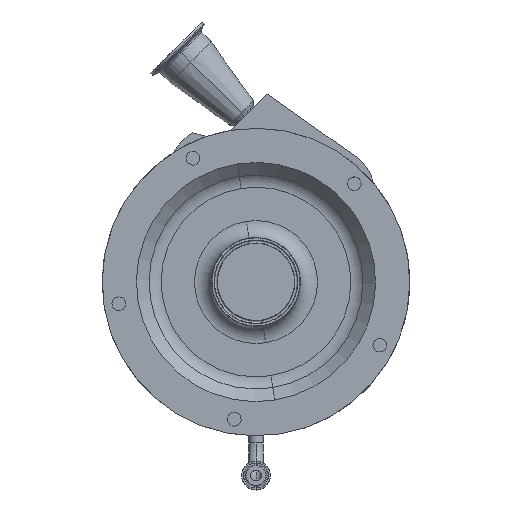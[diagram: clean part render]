
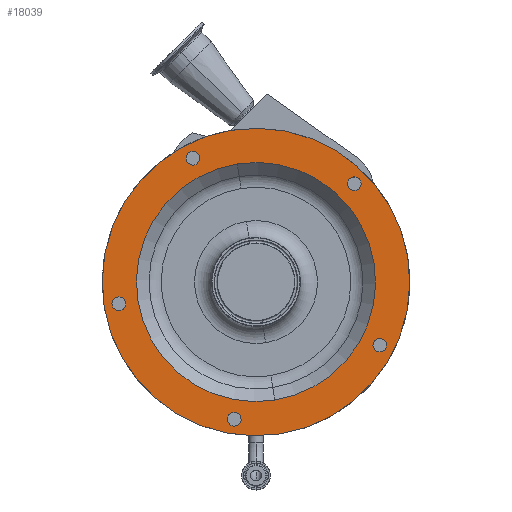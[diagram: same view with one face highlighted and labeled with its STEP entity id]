
A CAD part, top view. The second image highlights one B-rep face of the part: STEP entity #18039.
In plain terms, the highlighted planar face has unit normal (0, 0, 1).
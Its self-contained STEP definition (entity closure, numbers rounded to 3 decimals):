
#67 = EDGE_CURVE ( 'NONE', #7873, #7933, #15673, .T. ) ;
#225 = CARTESIAN_POINT ( 'NONE',  ( -121.437, -13.159, 241. ) ) ;
#598 = EDGE_CURVE ( 'NONE', #9601, #4600, #7526, .T. ) ;
#765 = ORIENTED_EDGE ( 'NONE', *, *, #13776, .F. ) ;
#769 = EDGE_CURVE ( 'NONE', #7933, #7873, #11933, .T. ) ;
#816 = DIRECTION ( 'NONE',  ( -0.454, -0.891, 0. ) ) ;
#1192 = DIRECTION ( 'NONE',  ( 0., 0., 1. ) ) ;
#1364 = CARTESIAN_POINT ( 'NONE',  ( -120.498, -19.085, 241. ) ) ;
#1412 = FACE_BOUND ( 'NONE', #3591, .T. ) ;
#2024 = CIRCLE ( 'NONE', #15534, 6. ) ;
#2705 = DIRECTION ( 'NONE',  ( 0., 0., 1. ) ) ;
#2878 = DIRECTION ( 'NONE',  ( 0.891, 0.454, 0. ) ) ;
#3087 = EDGE_LOOP ( 'NONE', ( #4308, #18795 ) ) ;
#3167 = PLANE ( 'NONE',  #10854 ) ;
#3205 = EDGE_CURVE ( 'NONE', #4600, #9601, #15914, .T. ) ;
#3286 = DIRECTION ( 'NONE',  ( -0.156, 0.988, 0. ) ) ;
#3420 = EDGE_LOOP ( 'NONE', ( #14097, #765 ) ) ;
#3550 = CARTESIAN_POINT ( 'NONE',  ( 0., 0., 241. ) ) ;
#3591 = EDGE_LOOP ( 'NONE', ( #4484, #16325 ) ) ;
#3696 = DIRECTION ( 'NONE',  ( -0.156, 0.988, 0. ) ) ;
#4121 = AXIS2_PLACEMENT_3D ( 'NONE', #16894, #6480, #12373 ) ;
#4219 = ORIENTED_EDGE ( 'NONE', *, *, #3205, .F. ) ;
#4308 = ORIENTED_EDGE ( 'NONE', *, *, #8417, .F. ) ;
#4484 = ORIENTED_EDGE ( 'NONE', *, *, #14870, .F. ) ;
#4582 = CARTESIAN_POINT ( 'NONE',  ( 111.427, -50.041, 241. ) ) ;
#4600 = VERTEX_POINT ( 'NONE', #14884 ) ;
#4644 = VERTEX_POINT ( 'NONE', #13601 ) ;
#4738 = FACE_BOUND ( 'NONE', #3087, .T. ) ;
#4854 = DIRECTION ( 'NONE',  ( 0.707, -0.707, 0. ) ) ;
#5243 = CARTESIAN_POINT ( 'NONE',  ( 108.703, -55.387, 241. ) ) ;
#5320 = AXIS2_PLACEMENT_3D ( 'NONE', #8234, #15499, #3696 ) ;
#6179 = AXIS2_PLACEMENT_3D ( 'NONE', #16044, #1192, #11731 ) ;
#6255 = ORIENTED_EDGE ( 'NONE', *, *, #13996, .F. ) ;
#6338 = DIRECTION ( 'NONE',  ( 0., 0., 1. ) ) ;
#6480 = DIRECTION ( 'NONE',  ( 0., 0., 1. ) ) ;
#6537 = DIRECTION ( 'NONE',  ( -0.156, 0.988, 0. ) ) ;
#6588 = AXIS2_PLACEMENT_3D ( 'NONE', #18239, #16767, #3286 ) ;
#6851 = CARTESIAN_POINT ( 'NONE',  ( 90.51, 82.024, 241. ) ) ;
#6860 = CARTESIAN_POINT ( 'NONE',  ( 105.979, -60.733, 241. ) ) ;
#7180 = EDGE_CURVE ( 'NONE', #4644, #10023, #13240, .T. ) ;
#7209 = DIRECTION ( 'NONE',  ( 0., 0., 1. ) ) ;
#7228 = VERTEX_POINT ( 'NONE', #225 ) ;
#7307 = EDGE_LOOP ( 'NONE', ( #4219, #16216 ) ) ;
#7331 = DIRECTION ( 'NONE',  ( -0.156, 0.988, 0. ) ) ;
#7404 = EDGE_CURVE ( 'NONE', #7805, #14345, #16692, .T. ) ;
#7407 = DIRECTION ( 'NONE',  ( 0.707, -0.707, 0. ) ) ;
#7526 = CIRCLE ( 'NONE', #6588, 105. ) ;
#7805 = VERTEX_POINT ( 'NONE', #4582 ) ;
#7817 = CARTESIAN_POINT ( 'NONE',  ( 86.267, 86.267, 241. ) ) ;
#7873 = VERTEX_POINT ( 'NONE', #13537 ) ;
#7933 = VERTEX_POINT ( 'NONE', #13825 ) ;
#7955 = EDGE_LOOP ( 'NONE', ( #6255, #12368 ) ) ;
#7975 = VERTEX_POINT ( 'NONE', #6851 ) ;
#8222 = AXIS2_PLACEMENT_3D ( 'NONE', #16351, #17926, #2878 ) ;
#8234 = CARTESIAN_POINT ( 'NONE',  ( 0., 0., 241. ) ) ;
#8259 = CARTESIAN_POINT ( 'NONE',  ( -25.011, -119.559, 241. ) ) ;
#8417 = EDGE_CURVE ( 'NONE', #14345, #7805, #18897, .T. ) ;
#8476 = ORIENTED_EDGE ( 'NONE', *, *, #67, .T. ) ;
#8685 = CARTESIAN_POINT ( 'NONE',  ( -119.559, -25.011, 241. ) ) ;
#8744 = DIRECTION ( 'NONE',  ( 0., 0., 1. ) ) ;
#8791 = EDGE_LOOP ( 'NONE', ( #16245, #8476 ) ) ;
#8893 = FACE_OUTER_BOUND ( 'NONE', #8791, .T. ) ;
#9173 = CIRCLE ( 'NONE', #11384, 6. ) ;
#9183 = CARTESIAN_POINT ( 'NONE',  ( -38.52, -6.101, 241. ) ) ;
#9533 = VERTEX_POINT ( 'NONE', #8685 ) ;
#9601 = VERTEX_POINT ( 'NONE', #17813 ) ;
#9817 = ORIENTED_EDGE ( 'NONE', *, *, #19197, .F. ) ;
#9974 = CARTESIAN_POINT ( 'NONE',  ( -19.085, -120.498, 241. ) ) ;
#10023 = VERTEX_POINT ( 'NONE', #16511 ) ;
#10146 = AXIS2_PLACEMENT_3D ( 'NONE', #10449, #7209, #7407 ) ;
#10315 = ORIENTED_EDGE ( 'NONE', *, *, #7180, .F. ) ;
#10449 = CARTESIAN_POINT ( 'NONE',  ( 86.267, 86.267, 241. ) ) ;
#10488 = AXIS2_PLACEMENT_3D ( 'NONE', #13625, #2705, #7331 ) ;
#10854 = AXIS2_PLACEMENT_3D ( 'NONE', #9183, #15183, #14892 ) ;
#10934 = DIRECTION ( 'NONE',  ( -0.156, 0.988, 0. ) ) ;
#11357 = EDGE_CURVE ( 'NONE', #7228, #9533, #9173, .T. ) ;
#11384 = AXIS2_PLACEMENT_3D ( 'NONE', #1364, #13462, #16507 ) ;
#11731 = DIRECTION ( 'NONE',  ( 0.891, 0.454, 0. ) ) ;
#11933 = CIRCLE ( 'NONE', #16623, 135. ) ;
#12305 = DIRECTION ( 'NONE',  ( 0., 0., 1. ) ) ;
#12368 = ORIENTED_EDGE ( 'NONE', *, *, #15158, .F. ) ;
#12373 = DIRECTION ( 'NONE',  ( -0.454, -0.891, 0. ) ) ;
#12455 = AXIS2_PLACEMENT_3D ( 'NONE', #3550, #12305, #10934 ) ;
#12595 = AXIS2_PLACEMENT_3D ( 'NONE', #5243, #15465, #816 ) ;
#12730 = DIRECTION ( 'NONE',  ( 0., 0., 1. ) ) ;
#13197 = VERTEX_POINT ( 'NONE', #8259 ) ;
#13214 = VERTEX_POINT ( 'NONE', #14254 ) ;
#13240 = CIRCLE ( 'NONE', #8222, 6. ) ;
#13294 = CIRCLE ( 'NONE', #10146, 6. ) ;
#13462 = DIRECTION ( 'NONE',  ( 0., 0., 1. ) ) ;
#13537 = CARTESIAN_POINT ( 'NONE',  ( 21.119, -133.338, 241. ) ) ;
#13601 = CARTESIAN_POINT ( 'NONE',  ( -60.733, 105.979, 241. ) ) ;
#13612 = FACE_BOUND ( 'NONE', #3420, .T. ) ;
#13625 = CARTESIAN_POINT ( 'NONE',  ( -120.498, -19.085, 241. ) ) ;
#13706 = FACE_BOUND ( 'NONE', #15962, .T. ) ;
#13776 = EDGE_CURVE ( 'NONE', #9533, #7228, #18979, .T. ) ;
#13825 = CARTESIAN_POINT ( 'NONE',  ( -21.119, 133.338, 241. ) ) ;
#13996 = EDGE_CURVE ( 'NONE', #7975, #13214, #15825, .T. ) ;
#14023 = CIRCLE ( 'NONE', #6179, 6. ) ;
#14097 = ORIENTED_EDGE ( 'NONE', *, *, #11357, .F. ) ;
#14254 = CARTESIAN_POINT ( 'NONE',  ( 82.024, 90.51, 241. ) ) ;
#14345 = VERTEX_POINT ( 'NONE', #6860 ) ;
#14836 = DIRECTION ( 'NONE',  ( -0.988, 0.156, 0. ) ) ;
#14870 = EDGE_CURVE ( 'NONE', #13197, #19369, #16431, .T. ) ;
#14884 = CARTESIAN_POINT ( 'NONE',  ( -16.426, 103.707, 241. ) ) ;
#14892 = DIRECTION ( 'NONE',  ( -1., 0., 0. ) ) ;
#15158 = EDGE_CURVE ( 'NONE', #13214, #7975, #13294, .T. ) ;
#15183 = DIRECTION ( 'NONE',  ( 0., 0., -1. ) ) ;
#15465 = DIRECTION ( 'NONE',  ( 0., 0., 1. ) ) ;
#15499 = DIRECTION ( 'NONE',  ( 0., 0., 1. ) ) ;
#15534 = AXIS2_PLACEMENT_3D ( 'NONE', #16117, #8744, #14836 ) ;
#15673 = CIRCLE ( 'NONE', #5320, 135. ) ;
#15825 = CIRCLE ( 'NONE', #16779, 6. ) ;
#15914 = CIRCLE ( 'NONE', #12455, 105. ) ;
#15962 = EDGE_LOOP ( 'NONE', ( #9817, #10315 ) ) ;
#16044 = CARTESIAN_POINT ( 'NONE',  ( -55.387, 108.703, 241. ) ) ;
#16058 = DIRECTION ( 'NONE',  ( 0., 0., 1. ) ) ;
#16117 = CARTESIAN_POINT ( 'NONE',  ( -19.085, -120.498, 241. ) ) ;
#16216 = ORIENTED_EDGE ( 'NONE', *, *, #598, .F. ) ;
#16245 = ORIENTED_EDGE ( 'NONE', *, *, #769, .T. ) ;
#16325 = ORIENTED_EDGE ( 'NONE', *, *, #16982, .F. ) ;
#16351 = CARTESIAN_POINT ( 'NONE',  ( -55.387, 108.703, 241. ) ) ;
#16431 = CIRCLE ( 'NONE', #17052, 6. ) ;
#16507 = DIRECTION ( 'NONE',  ( -0.156, 0.988, 0. ) ) ;
#16511 = CARTESIAN_POINT ( 'NONE',  ( -50.041, 111.427, 241. ) ) ;
#16623 = AXIS2_PLACEMENT_3D ( 'NONE', #18049, #12730, #6537 ) ;
#16643 = FACE_BOUND ( 'NONE', #7307, .T. ) ;
#16692 = CIRCLE ( 'NONE', #4121, 6. ) ;
#16767 = DIRECTION ( 'NONE',  ( 0., 0., 1. ) ) ;
#16779 = AXIS2_PLACEMENT_3D ( 'NONE', #7817, #6338, #4854 ) ;
#16894 = CARTESIAN_POINT ( 'NONE',  ( 108.703, -55.387, 241. ) ) ;
#16982 = EDGE_CURVE ( 'NONE', #19369, #13197, #2024, .T. ) ;
#17052 = AXIS2_PLACEMENT_3D ( 'NONE', #9974, #16058, #18926 ) ;
#17297 = CARTESIAN_POINT ( 'NONE',  ( -13.159, -121.437, 241. ) ) ;
#17813 = CARTESIAN_POINT ( 'NONE',  ( 16.426, -103.707, 241. ) ) ;
#17926 = DIRECTION ( 'NONE',  ( 0., 0., 1. ) ) ;
#18039 = ADVANCED_FACE ( 'NONE', ( #8893, #13706, #18222, #4738, #1412, #13612, #16643 ), #3167, .F. ) ;
#18049 = CARTESIAN_POINT ( 'NONE',  ( 0., 0., 241. ) ) ;
#18222 = FACE_BOUND ( 'NONE', #7955, .T. ) ;
#18239 = CARTESIAN_POINT ( 'NONE',  ( 0., 0., 241. ) ) ;
#18795 = ORIENTED_EDGE ( 'NONE', *, *, #7404, .F. ) ;
#18897 = CIRCLE ( 'NONE', #12595, 6. ) ;
#18926 = DIRECTION ( 'NONE',  ( -0.988, 0.156, 0. ) ) ;
#18979 = CIRCLE ( 'NONE', #10488, 6. ) ;
#19197 = EDGE_CURVE ( 'NONE', #10023, #4644, #14023, .T. ) ;
#19369 = VERTEX_POINT ( 'NONE', #17297 ) ;
